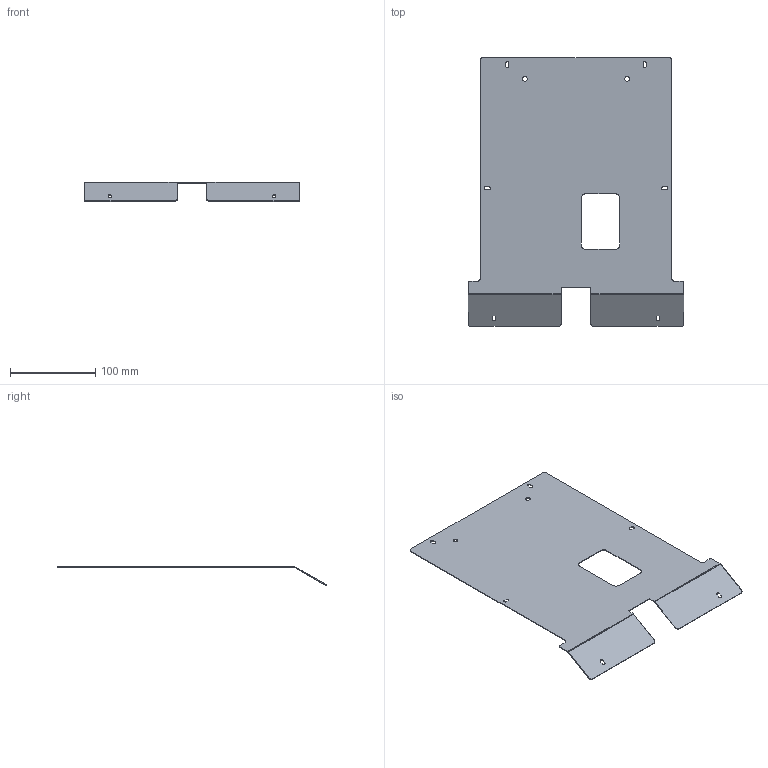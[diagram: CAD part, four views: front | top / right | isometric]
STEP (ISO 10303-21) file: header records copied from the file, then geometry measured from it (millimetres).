
FILE_DESCRIPTION(/* description */ (''),/* implementation_level */ '2;1');
FILE_NAME(/* name */ 'CoverBack_Rev2.step',/* time_stamp */ '2020-08-14T17:09:54+07:00',/* author */ (''),/* organization */ (''),/* preprocessor_version */ 'ST-DEVELOPER v18.1',/* originating_system */ 'Autodesk Translation Framework v9.3.0.1241',/* authorisation */ '');
FILE_SCHEMA (('AUTOMOTIVE_DESIGN { 1 0 10303 214 3 1 1 }'));
Length unit declared in the file: millimetre
Products named in the file (2): (Unsaved); CoverBack_Rev6
Assembly tree (1 placements, depth 2):
  (Unsaved)
    CoverBack_Rev6
Bounding box: 253 x 315.52 x 22.44 mm (x, y, z)
Volume: 55097.5 mm3; surface area: 139019.9 mm2
Topology: 1 solids, 1 shells, 70 faces, 196 edges, 128 vertices
Faces by surface type: plane 38, cylinder 32
Full cylindrical faces by diameter (mm): 5.5 x2
Entity records: 2349 total; most frequent: DIRECTION 406, CARTESIAN_POINT 397, ORIENTED_EDGE 392, EDGE_CURVE 196, AXIS2_PLACEMENT_3D 137, LINE 132, VECTOR 132, VERTEX_POINT 128
